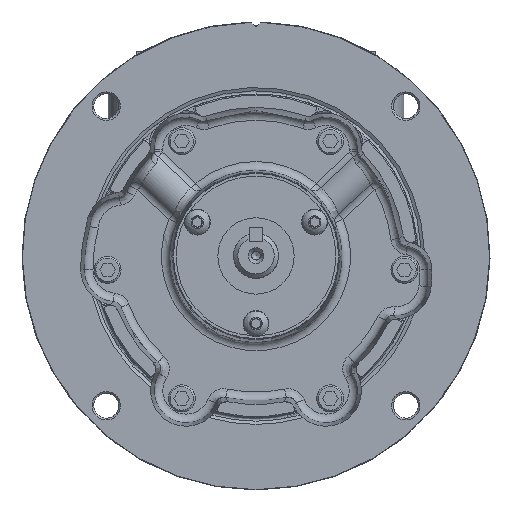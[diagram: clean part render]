
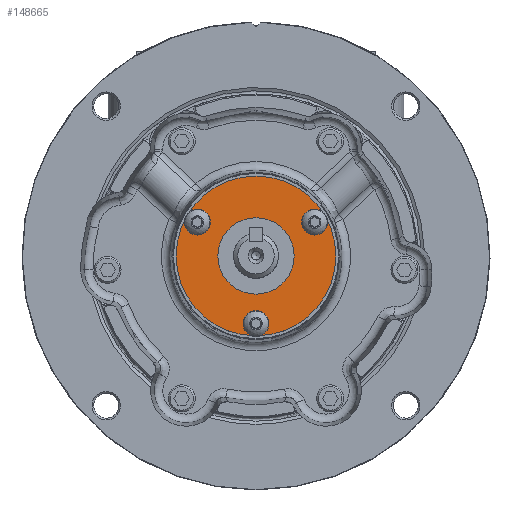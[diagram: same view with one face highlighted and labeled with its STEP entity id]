
A CAD part, top view. The second image highlights one B-rep face of the part: STEP entity #148665.
In plain terms, the highlighted face is planar.
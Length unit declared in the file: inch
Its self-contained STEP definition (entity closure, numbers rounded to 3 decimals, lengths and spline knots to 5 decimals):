
#4053 = AXIS2_PLACEMENT_3D ( 'NONE', #91026, #138308, #93073 ) ;
#10093 = FACE_BOUND ( 'NONE', #48743, .T. ) ;
#15406 = VERTEX_POINT ( 'NONE', #172083 ) ;
#18775 = VERTEX_POINT ( 'NONE', #67169 ) ;
#33098 = CARTESIAN_POINT ( 'NONE',  ( -0.04, 0., 0. ) ) ;
#34682 = AXIS2_PLACEMENT_3D ( 'NONE', #33098, #145561, #97228 ) ;
#36721 = EDGE_CURVE ( 'NONE', #119861, #119861, #91759, .T. ) ;
#41378 = AXIS2_PLACEMENT_3D ( 'NONE', #202051, #122199, #201022 ) ;
#41605 = CARTESIAN_POINT ( 'NONE',  ( -0.04, -0.814, -0.575 ) ) ;
#43122 = DIRECTION ( 'NONE',  ( 0., 0., -1. ) ) ;
#43731 = PLANE ( 'NONE',  #4053 ) ;
#44756 = FACE_BOUND ( 'NONE', #94042, .T. ) ;
#45783 = FACE_OUTER_BOUND ( 'NONE', #89013, .T. ) ;
#48743 = EDGE_LOOP ( 'NONE', ( #129361 ) ) ;
#49617 = ORIENTED_EDGE ( 'NONE', *, *, #94250, .T. ) ;
#61949 = AXIS2_PLACEMENT_3D ( 'NONE', #71262, #101735, #196274 ) ;
#67169 = CARTESIAN_POINT ( 'NONE',  ( -0.04, 0., -1.109 ) ) ;
#71262 = CARTESIAN_POINT ( 'NONE',  ( -0.04, 0., 0. ) ) ;
#71580 = DIRECTION ( 'NONE',  ( 0., 0., -1. ) ) ;
#77321 = FACE_BOUND ( 'NONE', #123064, .T. ) ;
#79436 = EDGE_LOOP ( 'NONE', ( #160792 ) ) ;
#80084 = CIRCLE ( 'NONE', #133776, 0.105 ) ;
#82672 = CARTESIAN_POINT ( 'NONE',  ( -0.04, 0., -0.53 ) ) ;
#89013 = EDGE_LOOP ( 'NONE', ( #49617 ) ) ;
#91026 = CARTESIAN_POINT ( 'NONE',  ( -0.04, 0., 0. ) ) ;
#91759 = CIRCLE ( 'NONE', #41378, 0.105 ) ;
#93073 = DIRECTION ( 'NONE',  ( 0., 0., -1. ) ) ;
#94042 = EDGE_LOOP ( 'NONE', ( #195139 ) ) ;
#94250 = EDGE_CURVE ( 'NONE', #18775, #18775, #112230, .T. ) ;
#97228 = DIRECTION ( 'NONE',  ( 0., 0., -1. ) ) ;
#101735 = DIRECTION ( 'NONE',  ( 1., 0., 0. ) ) ;
#103087 = CARTESIAN_POINT ( 'NONE',  ( -0.04, 0.814, -0.47 ) ) ;
#104133 = DIRECTION ( 'NONE',  ( 1., 0., 0. ) ) ;
#111197 = AXIS2_PLACEMENT_3D ( 'NONE', #103087, #104133, #71580 ) ;
#112230 = CIRCLE ( 'NONE', #61949, 1.109 ) ;
#117456 = ORIENTED_EDGE ( 'NONE', *, *, #186571, .F. ) ;
#119861 = VERTEX_POINT ( 'NONE', #120901 ) ;
#120901 = CARTESIAN_POINT ( 'NONE',  ( -0.04, 0., 0.835 ) ) ;
#122199 = DIRECTION ( 'NONE',  ( 1., 0., 0. ) ) ;
#123064 = EDGE_LOOP ( 'NONE', ( #117456 ) ) ;
#124681 = CIRCLE ( 'NONE', #111197, 0.105 ) ;
#129361 = ORIENTED_EDGE ( 'NONE', *, *, #146480, .F. ) ;
#133776 = AXIS2_PLACEMENT_3D ( 'NONE', #187053, #142862, #43122 ) ;
#138308 = DIRECTION ( 'NONE',  ( 1., 0., 0. ) ) ;
#142862 = DIRECTION ( 'NONE',  ( 1., 0., 0. ) ) ;
#145561 = DIRECTION ( 'NONE',  ( -1., 0., 0. ) ) ;
#146480 = EDGE_CURVE ( 'NONE', #15406, #15406, #124681, .T. ) ;
#148665 = ADVANCED_FACE ( 'NONE', ( #44756, #202402, #77321, #10093, #45783 ), #43731, .T. ) ;
#158562 = EDGE_CURVE ( 'NONE', #181387, #181387, #192304, .T. ) ;
#160792 = ORIENTED_EDGE ( 'NONE', *, *, #36721, .F. ) ;
#172083 = CARTESIAN_POINT ( 'NONE',  ( -0.04, 0.814, -0.575 ) ) ;
#181387 = VERTEX_POINT ( 'NONE', #82672 ) ;
#182424 = VERTEX_POINT ( 'NONE', #41605 ) ;
#186571 = EDGE_CURVE ( 'NONE', #182424, #182424, #80084, .T. ) ;
#187053 = CARTESIAN_POINT ( 'NONE',  ( -0.04, -0.814, -0.47 ) ) ;
#192304 = CIRCLE ( 'NONE', #34682, 0.53 ) ;
#195139 = ORIENTED_EDGE ( 'NONE', *, *, #158562, .T. ) ;
#196274 = DIRECTION ( 'NONE',  ( 0., 0., -1. ) ) ;
#201022 = DIRECTION ( 'NONE',  ( 0., 0., -1. ) ) ;
#202051 = CARTESIAN_POINT ( 'NONE',  ( -0.04, 0., 0.94 ) ) ;
#202402 = FACE_BOUND ( 'NONE', #79436, .T. ) ;
